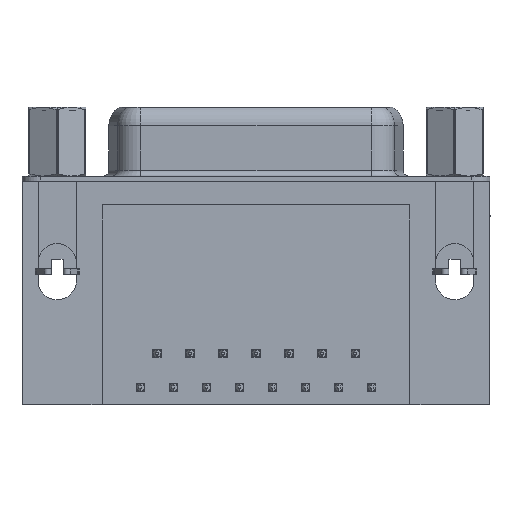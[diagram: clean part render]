
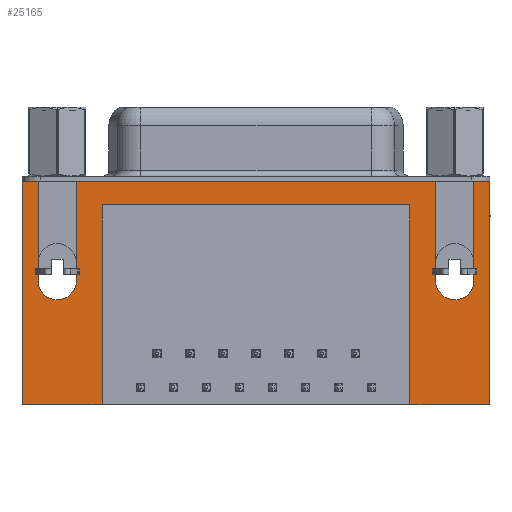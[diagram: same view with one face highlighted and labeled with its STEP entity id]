
A CAD part, front view. The second image highlights one B-rep face of the part: STEP entity #25165.
In plain terms, the highlighted planar face has unit normal (0, -1, 0).
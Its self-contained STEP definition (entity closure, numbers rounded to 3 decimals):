
#22 = DIRECTION ( 'NONE',  ( 0., -1., 0. ) ) ;
#107 = EDGE_CURVE ( 'NONE', #16347, #27155, #20518, .T. ) ;
#433 = CARTESIAN_POINT ( 'NONE',  ( 36.255, -6.275, -18.76 ) ) ;
#487 = EDGE_CURVE ( 'NONE', #26072, #17204, #16950, .T. ) ;
#627 = CARTESIAN_POINT ( 'NONE',  ( 36.255, -6.275, -18.76 ) ) ;
#798 = LINE ( 'NONE', #7641, #26456 ) ;
#852 = CARTESIAN_POINT ( 'NONE',  ( 31.72, -6.275, 0. ) ) ;
#1040 = VERTEX_POINT ( 'NONE', #30420 ) ;
#1514 = CARTESIAN_POINT ( 'NONE',  ( -2.935, -6.275, -2.5 ) ) ;
#2045 = CARTESIAN_POINT ( 'NONE',  ( 33.32, -6.275, -8.35 ) ) ;
#2322 = VERTEX_POINT ( 'NONE', #15378 ) ;
#2640 = CARTESIAN_POINT ( 'NONE',  ( -1.6, -6.275, 0. ) ) ;
#2700 = ORIENTED_EDGE ( 'NONE', *, *, #20506, .T. ) ;
#3003 = VERTEX_POINT ( 'NONE', #10273 ) ;
#3038 = CARTESIAN_POINT ( 'NONE',  ( -1.6, -6.275, 0. ) ) ;
#3058 = ORIENTED_EDGE ( 'NONE', *, *, #5435, .F. ) ;
#3214 = VECTOR ( 'NONE', #27354, 1000. ) ;
#3242 = VERTEX_POINT ( 'NONE', #9548 ) ;
#3775 = CARTESIAN_POINT ( 'NONE',  ( -2.935, -6.275, 0. ) ) ;
#3788 = EDGE_CURVE ( 'NONE', #8610, #17744, #27659, .T. ) ;
#3976 = DIRECTION ( 'NONE',  ( 0., 0., -1. ) ) ;
#4023 = CARTESIAN_POINT ( 'NONE',  ( 34.92, -6.275, 0. ) ) ;
#5078 = ORIENTED_EDGE ( 'NONE', *, *, #26084, .F. ) ;
#5435 = EDGE_CURVE ( 'NONE', #24197, #8610, #10646, .T. ) ;
#5543 = AXIS2_PLACEMENT_3D ( 'NONE', #26592, #11679, #29065 ) ;
#5902 = VERTEX_POINT ( 'NONE', #433 ) ;
#6131 = VERTEX_POINT ( 'NONE', #11840 ) ;
#6182 = ORIENTED_EDGE ( 'NONE', *, *, #487, .F. ) ;
#6448 = CARTESIAN_POINT ( 'NONE',  ( 29.555, -6.275, -2. ) ) ;
#7217 = VECTOR ( 'NONE', #16625, 1000. ) ;
#7507 = VECTOR ( 'NONE', #27647, 1000. ) ;
#7594 = AXIS2_PLACEMENT_3D ( 'NONE', #1514, #8987, #26416 ) ;
#7641 = CARTESIAN_POINT ( 'NONE',  ( -2.935, -6.275, -2.5 ) ) ;
#7687 = ORIENTED_EDGE ( 'NONE', *, *, #10448, .F. ) ;
#7997 = DIRECTION ( 'NONE',  ( -1., 0., 0. ) ) ;
#8368 = VECTOR ( 'NONE', #27572, 1000. ) ;
#8610 = VERTEX_POINT ( 'NONE', #23577 ) ;
#8940 = DIRECTION ( 'NONE',  ( 0., 0., 1. ) ) ;
#8987 = DIRECTION ( 'NONE',  ( 0., -1., 0. ) ) ;
#9548 = CARTESIAN_POINT ( 'NONE',  ( 3.765, -6.275, -2. ) ) ;
#9772 = CARTESIAN_POINT ( 'NONE',  ( 1.6, -6.275, -8.35 ) ) ;
#10046 = FACE_OUTER_BOUND ( 'NONE', #22779, .T. ) ;
#10070 = CIRCLE ( 'NONE', #5543, 1.6 ) ;
#10119 = AXIS2_PLACEMENT_3D ( 'NONE', #2045, #22, #20880 ) ;
#10273 = CARTESIAN_POINT ( 'NONE',  ( 3.765, -6.275, -18.76 ) ) ;
#10312 = VECTOR ( 'NONE', #3976, 1000. ) ;
#10448 = EDGE_CURVE ( 'NONE', #17744, #16347, #15079, .T. ) ;
#10646 = LINE ( 'NONE', #12019, #23878 ) ;
#10755 = ORIENTED_EDGE ( 'NONE', *, *, #3788, .F. ) ;
#10843 = VECTOR ( 'NONE', #8940, 1000. ) ;
#10895 = ORIENTED_EDGE ( 'NONE', *, *, #24410, .F. ) ;
#10964 = VECTOR ( 'NONE', #13349, 1000. ) ;
#11679 = DIRECTION ( 'NONE',  ( 0., -1., 0. ) ) ;
#11840 = CARTESIAN_POINT ( 'NONE',  ( -2.935, -6.275, 0. ) ) ;
#12019 = CARTESIAN_POINT ( 'NONE',  ( 31.72, -6.275, 0. ) ) ;
#12128 = LINE ( 'NONE', #24931, #18730 ) ;
#13349 = DIRECTION ( 'NONE',  ( 1., 0., 0. ) ) ;
#13717 = ORIENTED_EDGE ( 'NONE', *, *, #20746, .F. ) ;
#13859 = LINE ( 'NONE', #20947, #27050 ) ;
#14837 = CARTESIAN_POINT ( 'NONE',  ( -1.6, -6.275, -8.35 ) ) ;
#15079 = LINE ( 'NONE', #17605, #8368 ) ;
#15191 = CARTESIAN_POINT ( 'NONE',  ( 34.92, -6.275, -8.35 ) ) ;
#15332 = DIRECTION ( 'NONE',  ( 0., 0., 1. ) ) ;
#15378 = CARTESIAN_POINT ( 'NONE',  ( 1.6, -6.275, 0. ) ) ;
#15501 = DIRECTION ( 'NONE',  ( 1., 0., 0. ) ) ;
#15719 = EDGE_CURVE ( 'NONE', #2322, #24197, #28435, .T. ) ;
#16347 = VERTEX_POINT ( 'NONE', #4023 ) ;
#16513 = ORIENTED_EDGE ( 'NONE', *, *, #29378, .F. ) ;
#16625 = DIRECTION ( 'NONE',  ( 1., 0., 0. ) ) ;
#16950 = LINE ( 'NONE', #2640, #10312 ) ;
#16966 = CARTESIAN_POINT ( 'NONE',  ( 29.555, -6.275, -2. ) ) ;
#17038 = LINE ( 'NONE', #25448, #23615 ) ;
#17194 = VECTOR ( 'NONE', #18016, 1000. ) ;
#17204 = VERTEX_POINT ( 'NONE', #14837 ) ;
#17467 = DIRECTION ( 'NONE',  ( 0., 0., 1. ) ) ;
#17605 = CARTESIAN_POINT ( 'NONE',  ( 34.92, -6.275, 0. ) ) ;
#17682 = CARTESIAN_POINT ( 'NONE',  ( 3.765, -6.275, -2. ) ) ;
#17744 = VERTEX_POINT ( 'NONE', #15191 ) ;
#18016 = DIRECTION ( 'NONE',  ( -1., 0., 0. ) ) ;
#18206 = DIRECTION ( 'NONE',  ( 0., 0., -1. ) ) ;
#18254 = VERTEX_POINT ( 'NONE', #9772 ) ;
#18319 = ORIENTED_EDGE ( 'NONE', *, *, #22749, .F. ) ;
#18730 = VECTOR ( 'NONE', #17467, 1000. ) ;
#20506 = EDGE_CURVE ( 'NONE', #5902, #27155, #28869, .T. ) ;
#20518 = LINE ( 'NONE', #3775, #7217 ) ;
#20746 = EDGE_CURVE ( 'NONE', #6131, #26072, #30770, .T. ) ;
#20799 = LINE ( 'NONE', #17682, #7507 ) ;
#20880 = DIRECTION ( 'NONE',  ( -1., 0., 0. ) ) ;
#20947 = CARTESIAN_POINT ( 'NONE',  ( 36.255, -6.275, -18.76 ) ) ;
#21738 = ORIENTED_EDGE ( 'NONE', *, *, #15719, .F. ) ;
#21837 = VECTOR ( 'NONE', #15501, 1000. ) ;
#22463 = CARTESIAN_POINT ( 'NONE',  ( 36.255, -6.275, -2.5 ) ) ;
#22615 = ORIENTED_EDGE ( 'NONE', *, *, #31010, .F. ) ;
#22749 = EDGE_CURVE ( 'NONE', #5902, #31864, #24549, .T. ) ;
#22779 = EDGE_LOOP ( 'NONE', ( #7687, #10755, #3058, #21738, #22615, #30645, #6182, #13717, #24446, #28587, #16513, #5078, #10895, #18319, #2700, #23262 ) ) ;
#23262 = ORIENTED_EDGE ( 'NONE', *, *, #107, .F. ) ;
#23577 = CARTESIAN_POINT ( 'NONE',  ( 31.72, -6.275, -8.35 ) ) ;
#23615 = VECTOR ( 'NONE', #7997, 1000. ) ;
#23878 = VECTOR ( 'NONE', #18206, 1000. ) ;
#24197 = VERTEX_POINT ( 'NONE', #852 ) ;
#24410 = EDGE_CURVE ( 'NONE', #31864, #29140, #29891, .T. ) ;
#24444 = EDGE_CURVE ( 'NONE', #17204, #18254, #10070, .T. ) ;
#24446 = ORIENTED_EDGE ( 'NONE', *, *, #32045, .F. ) ;
#24549 = LINE ( 'NONE', #627, #17194 ) ;
#24931 = CARTESIAN_POINT ( 'NONE',  ( 1.6, -6.275, 0. ) ) ;
#25165 = ADVANCED_FACE ( 'NONE', ( #10046 ), #31029, .T. ) ;
#25448 = CARTESIAN_POINT ( 'NONE',  ( 3.765, -6.275, -2. ) ) ;
#26029 = DIRECTION ( 'NONE',  ( -1., 0., 0. ) ) ;
#26072 = VERTEX_POINT ( 'NONE', #3038 ) ;
#26084 = EDGE_CURVE ( 'NONE', #29140, #3242, #17038, .T. ) ;
#26416 = DIRECTION ( 'NONE',  ( 0., 0., -1. ) ) ;
#26456 = VECTOR ( 'NONE', #15332, 1000. ) ;
#26509 = CARTESIAN_POINT ( 'NONE',  ( 29.555, -6.275, -18.76 ) ) ;
#26592 = CARTESIAN_POINT ( 'NONE',  ( 0., -6.275, -8.35 ) ) ;
#27050 = VECTOR ( 'NONE', #26029, 1000. ) ;
#27155 = VERTEX_POINT ( 'NONE', #28019 ) ;
#27354 = DIRECTION ( 'NONE',  ( 0., 0., 1. ) ) ;
#27572 = DIRECTION ( 'NONE',  ( 0., 0., 1. ) ) ;
#27647 = DIRECTION ( 'NONE',  ( 0., 0., -1. ) ) ;
#27659 = CIRCLE ( 'NONE', #10119, 1.6 ) ;
#27750 = EDGE_CURVE ( 'NONE', #3003, #1040, #13859, .T. ) ;
#28019 = CARTESIAN_POINT ( 'NONE',  ( 36.255, -6.275, 0. ) ) ;
#28210 = CARTESIAN_POINT ( 'NONE',  ( -2.935, -6.275, 0. ) ) ;
#28435 = LINE ( 'NONE', #30315, #21837 ) ;
#28587 = ORIENTED_EDGE ( 'NONE', *, *, #27750, .F. ) ;
#28869 = LINE ( 'NONE', #22463, #3214 ) ;
#29065 = DIRECTION ( 'NONE',  ( 1., 0., 0. ) ) ;
#29140 = VERTEX_POINT ( 'NONE', #16966 ) ;
#29378 = EDGE_CURVE ( 'NONE', #3242, #3003, #20799, .T. ) ;
#29891 = LINE ( 'NONE', #6448, #10843 ) ;
#30315 = CARTESIAN_POINT ( 'NONE',  ( -2.935, -6.275, 0. ) ) ;
#30420 = CARTESIAN_POINT ( 'NONE',  ( -2.935, -6.275, -18.76 ) ) ;
#30645 = ORIENTED_EDGE ( 'NONE', *, *, #24444, .F. ) ;
#30770 = LINE ( 'NONE', #28210, #10964 ) ;
#31010 = EDGE_CURVE ( 'NONE', #18254, #2322, #12128, .T. ) ;
#31029 = PLANE ( 'NONE',  #7594 ) ;
#31864 = VERTEX_POINT ( 'NONE', #26509 ) ;
#32045 = EDGE_CURVE ( 'NONE', #1040, #6131, #798, .T. ) ;
